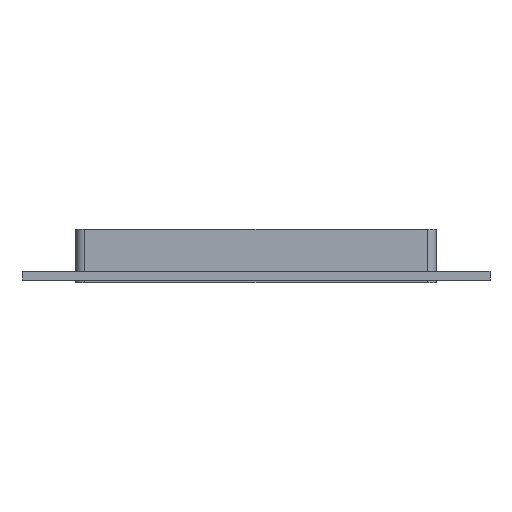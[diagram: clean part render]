
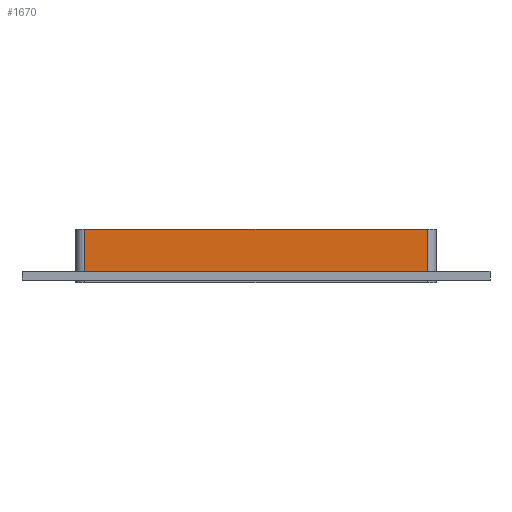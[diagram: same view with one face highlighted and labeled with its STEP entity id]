
A CAD part, front view. The second image highlights one B-rep face of the part: STEP entity #1670.
In plain terms, the highlighted planar face has unit normal (0, -1, 0).
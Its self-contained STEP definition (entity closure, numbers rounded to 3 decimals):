
#966=CARTESIAN_POINT('',(190.75,-298.,-17.0));
#967=VERTEX_POINT('',#966);
#975=CARTESIAN_POINT('',(-190.75,-298.,-17.0));
#976=VERTEX_POINT('',#975);
#977=CARTESIAN_POINT('',(-190.75,-298.,-17.));
#978=DIRECTION('',(1.0,0.0,0.0));
#979=VECTOR('',#978,381.5);
#980=LINE('',#977,#979);
#981=EDGE_CURVE('',#976,#967,#980,.T.);
#1218=CARTESIAN_POINT('',(190.75,-298.,30.0));
#1219=VERTEX_POINT('',#1218);
#1227=CARTESIAN_POINT('',(190.75,-298.,30.0));
#1228=DIRECTION('',(0.0,0.0,-1.0));
#1229=VECTOR('',#1228,47.0);
#1230=LINE('',#1227,#1229);
#1231=EDGE_CURVE('',#1219,#967,#1230,.T.);
#1647=CARTESIAN_POINT('',(-200.75,-298.0,0.0));
#1648=DIRECTION('',(0.0,-1.0,0.0));
#1649=DIRECTION('',(1.0,0.0,0.0));
#1650=AXIS2_PLACEMENT_3D('',#1647,#1648,#1649);
#1651=PLANE('',#1650);
#1652=ORIENTED_EDGE('',*,*,#981,.T.);
#1653=ORIENTED_EDGE('',*,*,#1231,.F.);
#1654=CARTESIAN_POINT('',(-190.75,-298.0,30.0));
#1655=VERTEX_POINT('',#1654);
#1656=CARTESIAN_POINT('',(-190.75,-298.0,30.0));
#1657=DIRECTION('',(1.0,0.0,0.0));
#1658=VECTOR('',#1657,381.5);
#1659=LINE('',#1656,#1658);
#1660=EDGE_CURVE('',#1655,#1219,#1659,.T.);
#1661=ORIENTED_EDGE('',*,*,#1660,.F.);
#1662=CARTESIAN_POINT('',(-190.75,-298.0,-17.0));
#1663=DIRECTION('',(0.0,0.0,1.0));
#1664=VECTOR('',#1663,47.0);
#1665=LINE('',#1662,#1664);
#1666=EDGE_CURVE('',#976,#1655,#1665,.T.);
#1667=ORIENTED_EDGE('',*,*,#1666,.F.);
#1668=EDGE_LOOP('',(#1652,#1653,#1661,#1667));
#1669=FACE_OUTER_BOUND('',#1668,.T.);
#1670=ADVANCED_FACE('',(#1669),#1651,.T.);
